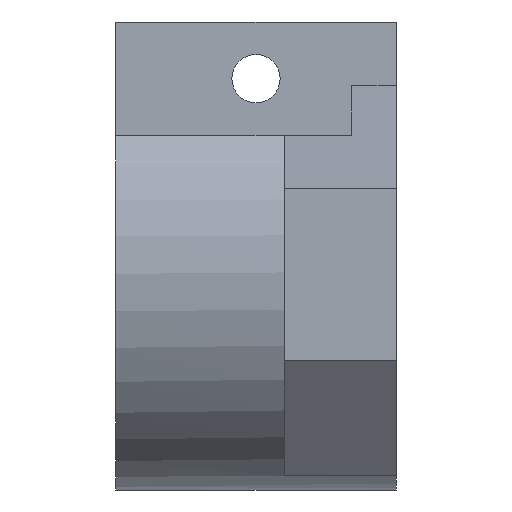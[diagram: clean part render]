
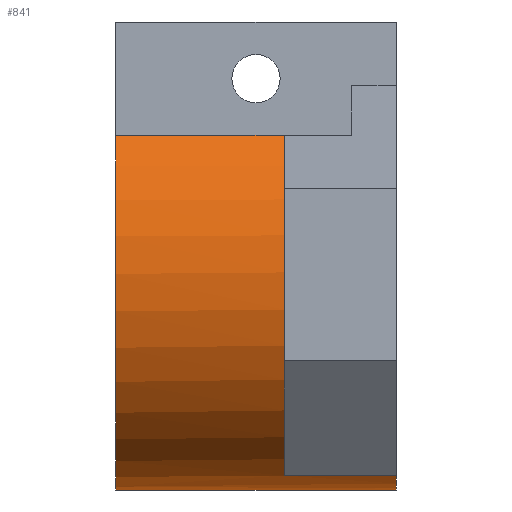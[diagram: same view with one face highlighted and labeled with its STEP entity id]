
A CAD part, left-side view. The second image highlights one B-rep face of the part: STEP entity #841.
In plain terms, the highlighted cylindrical face has radius 23 mm (diameter 46 mm), a partial arc.
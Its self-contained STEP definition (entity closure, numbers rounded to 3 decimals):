
#7 = ORIENTED_EDGE ( 'NONE', *, *, #610, .F. ) ;
#43 = ORIENTED_EDGE ( 'NONE', *, *, #582, .T. ) ;
#55 = VERTEX_POINT ( 'NONE', #649 ) ;
#59 = VERTEX_POINT ( 'NONE', #645 ) ;
#66 = ORIENTED_EDGE ( 'NONE', *, *, #583, .F. ) ;
#72 = ORIENTED_EDGE ( 'NONE', *, *, #618, .F. ) ;
#91 = ORIENTED_EDGE ( 'NONE', *, *, #631, .F. ) ;
#94 = VERTEX_POINT ( 'NONE', #904 ) ;
#95 = VERTEX_POINT ( 'NONE', #905 ) ;
#97 = ORIENTED_EDGE ( 'NONE', *, *, #634, .T. ) ;
#104 = VERTEX_POINT ( 'NONE', #204 ) ;
#122 = VERTEX_POINT ( 'NONE', #198 ) ;
#198 = CARTESIAN_POINT ( 'NONE',  ( -17.538, 30., 14.881 ) ) ;
#204 = CARTESIAN_POINT ( 'NONE',  ( -8.291, 12., -21.454 ) ) ;
#268 = DIRECTION ( 'NONE',  ( 0., -1., 0. ) ) ;
#269 = CARTESIAN_POINT ( 'NONE',  ( 0., 12., 0. ) ) ;
#273 = DIRECTION ( 'NONE',  ( 0., 0., -1. ) ) ;
#346 = LINE ( 'NONE', #478, #363 ) ;
#352 = CIRCLE ( 'NONE', #994, 23. ) ;
#363 = VECTOR ( 'NONE', #484, 1000. ) ;
#367 = LINE ( 'NONE', #555, #389 ) ;
#375 = CIRCLE ( 'NONE', #990, 23. ) ;
#389 = VECTOR ( 'NONE', #559, 1000. ) ;
#438 = FACE_OUTER_BOUND ( 'NONE', #783, .T. ) ;
#440 = CYLINDRICAL_SURFACE ( 'NONE', #908, 23. ) ;
#478 = CARTESIAN_POINT ( 'NONE',  ( -8.291, 12., -21.454 ) ) ;
#484 = DIRECTION ( 'NONE',  ( 0., -1., 0. ) ) ;
#493 = CARTESIAN_POINT ( 'NONE',  ( 0., 30., 0. ) ) ;
#495 = DIRECTION ( 'NONE',  ( 0., 1., 0. ) ) ;
#512 = DIRECTION ( 'NONE',  ( 0., 0., 1. ) ) ;
#538 = DIRECTION ( 'NONE',  ( 0., 0., 1. ) ) ;
#549 = CARTESIAN_POINT ( 'NONE',  ( 0., 12., 0. ) ) ;
#555 = CARTESIAN_POINT ( 'NONE',  ( 0., 12., -23. ) ) ;
#558 = DIRECTION ( 'NONE',  ( 0., -1., 0. ) ) ;
#559 = DIRECTION ( 'NONE',  ( 0., -1., 0. ) ) ;
#582 = EDGE_CURVE ( 'NONE', #55, #59, #715, .T. ) ;
#583 = EDGE_CURVE ( 'NONE', #122, #95, #716, .T. ) ;
#610 = EDGE_CURVE ( 'NONE', #104, #59, #346, .T. ) ;
#618 = EDGE_CURVE ( 'NONE', #94, #122, #352, .T. ) ;
#631 = EDGE_CURVE ( 'NONE', #95, #104, #375, .T. ) ;
#634 = EDGE_CURVE ( 'NONE', #94, #55, #367, .T. ) ;
#645 = CARTESIAN_POINT ( 'NONE',  ( -8.291, 0., -21.454 ) ) ;
#649 = CARTESIAN_POINT ( 'NONE',  ( 0., 0., -23. ) ) ;
#715 = CIRCLE ( 'NONE', #1069, 23. ) ;
#716 = LINE ( 'NONE', #861, #717 ) ;
#717 = VECTOR ( 'NONE', #865, 1000. ) ;
#783 = EDGE_LOOP ( 'NONE', ( #72, #97, #43, #7, #91, #66 ) ) ;
#841 = ADVANCED_FACE ( 'NONE', ( #438 ), #440, .T. ) ;
#861 = CARTESIAN_POINT ( 'NONE',  ( -17.538, 30., 14.881 ) ) ;
#865 = DIRECTION ( 'NONE',  ( 0., -1., 0. ) ) ;
#867 = CARTESIAN_POINT ( 'NONE',  ( 0., 0., 0. ) ) ;
#869 = DIRECTION ( 'NONE',  ( 0., 0., 1. ) ) ;
#872 = DIRECTION ( 'NONE',  ( 0., 1., 0. ) ) ;
#904 = CARTESIAN_POINT ( 'NONE',  ( 0., 30., -23. ) ) ;
#905 = CARTESIAN_POINT ( 'NONE',  ( -17.538, 12., 14.881 ) ) ;
#908 = AXIS2_PLACEMENT_3D ( 'NONE', #269, #268, #273 ) ;
#990 = AXIS2_PLACEMENT_3D ( 'NONE', #549, #558, #538 ) ;
#994 = AXIS2_PLACEMENT_3D ( 'NONE', #493, #495, #512 ) ;
#1069 = AXIS2_PLACEMENT_3D ( 'NONE', #867, #872, #869 ) ;
